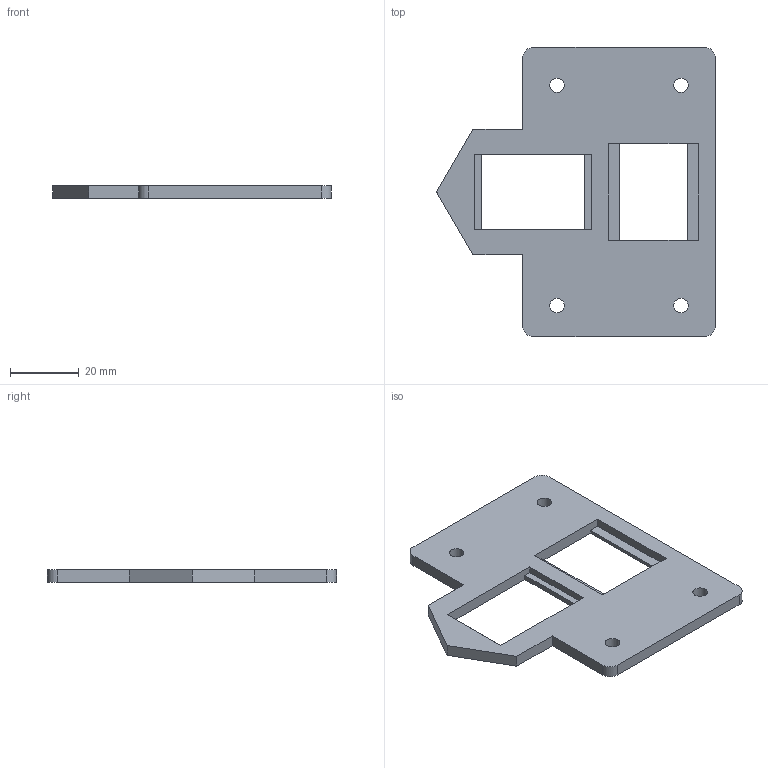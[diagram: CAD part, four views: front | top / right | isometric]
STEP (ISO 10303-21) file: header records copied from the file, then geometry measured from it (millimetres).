
FILE_DESCRIPTION(('FreeCAD Model'),'2;1');
FILE_NAME('Open CASCADE Shape Model','2021-12-21T20:48:50',('Author'),( ''),'Open CASCADE STEP processor 7.5','FreeCAD','Unknown');
FILE_SCHEMA(('AUTOMOTIVE_DESIGN { 1 0 10303 214 1 1 1 1 }'));
Length unit declared in the file: millimetre
Products named in the file (1): IEC-plate-embbeded-L
Bounding box: 81 x 84 x 3.5 mm (x, y, z)
Volume: 13891.3 mm3; surface area: 10292.3 mm2
Topology: 1 solids, 1 shells, 35 faces, 99 edges, 66 vertices
Faces by surface type: plane 27, cylinder 8
Full cylindrical faces by diameter (mm): 4.2 x4
Entity records: 2458 total; most frequent: CARTESIAN_POINT 475, DIRECTION 349, LINE 237, VECTOR 237, ORIENTED_EDGE 198, PCURVE 198, DEFINITIONAL_REPRESENTATION 198, EDGE_CURVE 99
